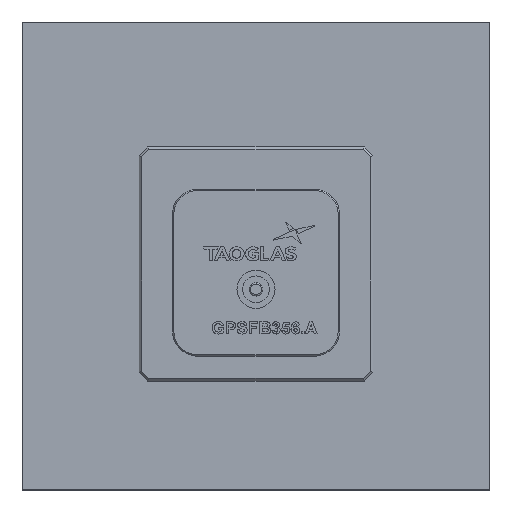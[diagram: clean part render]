
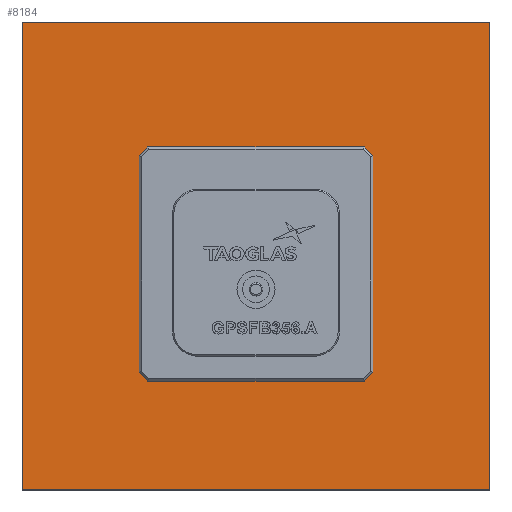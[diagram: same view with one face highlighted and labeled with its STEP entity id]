
A CAD part, top view. The second image highlights one B-rep face of the part: STEP entity #8184.
In plain terms, the highlighted planar face has unit normal (0, 0, 1).
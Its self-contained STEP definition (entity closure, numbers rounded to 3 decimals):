
#124 = VERTEX_POINT ( 'NONE', #9585 ) ;
#325 = CARTESIAN_POINT ( 'NONE',  ( 336.802, 375.503, 1. ) ) ;
#554 = ORIENTED_EDGE ( 'NONE', *, *, #7739, .T. ) ;
#582 = VERTEX_POINT ( 'NONE', #6261 ) ;
#1155 = AXIS2_PLACEMENT_3D ( 'NONE', #12127, #3674, #11850 ) ;
#2343 = LINE ( 'NONE', #6605, #12398 ) ;
#2552 = VERTEX_POINT ( 'NONE', #4041 ) ;
#2630 = CARTESIAN_POINT ( 'NONE',  ( 336.802, 445.503, 1. ) ) ;
#2640 = CIRCLE ( 'NONE', #9145, 2.05 ) ;
#3022 = VERTEX_POINT ( 'NONE', #325 ) ;
#3673 = EDGE_CURVE ( 'NONE', #2552, #5797, #9106, .T. ) ;
#3674 = DIRECTION ( 'NONE',  ( 0., 0., -1. ) ) ;
#4041 = CARTESIAN_POINT ( 'NONE',  ( 336.802, 445.503, 1. ) ) ;
#4543 = ORIENTED_EDGE ( 'NONE', *, *, #5169, .T. ) ;
#4910 = EDGE_CURVE ( 'NONE', #3022, #2552, #9855, .T. ) ;
#5169 = EDGE_CURVE ( 'NONE', #124, #3022, #7982, .T. ) ;
#5797 = VERTEX_POINT ( 'NONE', #16885 ) ;
#6194 = FACE_BOUND ( 'NONE', #12920, .T. ) ;
#6261 = CARTESIAN_POINT ( 'NONE',  ( 299.752, 405.503, 1. ) ) ;
#6605 = CARTESIAN_POINT ( 'NONE',  ( 266.802, 375.503, 1. ) ) ;
#7022 = VECTOR ( 'NONE', #17211, 1000. ) ;
#7029 = EDGE_CURVE ( 'NONE', #5797, #124, #2343, .T. ) ;
#7314 = VECTOR ( 'NONE', #14867, 1000. ) ;
#7739 = EDGE_CURVE ( 'NONE', #582, #582, #2640, .T. ) ;
#7756 = FACE_OUTER_BOUND ( 'NONE', #16801, .T. ) ;
#7982 = LINE ( 'NONE', #17948, #7314 ) ;
#8184 = ADVANCED_FACE ( 'NONE', ( #6194, #7756 ), #13435, .F. ) ;
#9018 = ORIENTED_EDGE ( 'NONE', *, *, #7029, .T. ) ;
#9106 = LINE ( 'NONE', #14785, #10491 ) ;
#9145 = AXIS2_PLACEMENT_3D ( 'NONE', #12659, #11350, #11266 ) ;
#9585 = CARTESIAN_POINT ( 'NONE',  ( 266.802, 375.503, 1. ) ) ;
#9855 = LINE ( 'NONE', #2630, #7022 ) ;
#10491 = VECTOR ( 'NONE', #17310, 1000. ) ;
#11266 = DIRECTION ( 'NONE',  ( -1., 0., 0. ) ) ;
#11350 = DIRECTION ( 'NONE',  ( 0., 0., -1. ) ) ;
#11850 = DIRECTION ( 'NONE',  ( -1., 0., 0. ) ) ;
#12127 = CARTESIAN_POINT ( 'NONE',  ( 0., 0., 1. ) ) ;
#12398 = VECTOR ( 'NONE', #16845, 1000. ) ;
#12659 = CARTESIAN_POINT ( 'NONE',  ( 301.802, 405.503, 1. ) ) ;
#12920 = EDGE_LOOP ( 'NONE', ( #554 ) ) ;
#13435 = PLANE ( 'NONE',  #1155 ) ;
#14785 = CARTESIAN_POINT ( 'NONE',  ( 266.802, 445.503, 1. ) ) ;
#14867 = DIRECTION ( 'NONE',  ( 1., 0., 0. ) ) ;
#15660 = ORIENTED_EDGE ( 'NONE', *, *, #3673, .T. ) ;
#16801 = EDGE_LOOP ( 'NONE', ( #4543, #17379, #15660, #9018 ) ) ;
#16845 = DIRECTION ( 'NONE',  ( 0., -1., 0. ) ) ;
#16885 = CARTESIAN_POINT ( 'NONE',  ( 266.802, 445.503, 1. ) ) ;
#17211 = DIRECTION ( 'NONE',  ( 0., 1., 0. ) ) ;
#17310 = DIRECTION ( 'NONE',  ( -1., 0., 0. ) ) ;
#17379 = ORIENTED_EDGE ( 'NONE', *, *, #4910, .T. ) ;
#17948 = CARTESIAN_POINT ( 'NONE',  ( 336.802, 375.503, 1. ) ) ;
